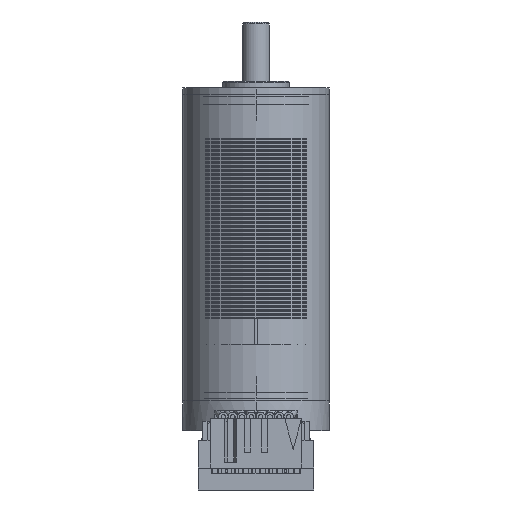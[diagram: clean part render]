
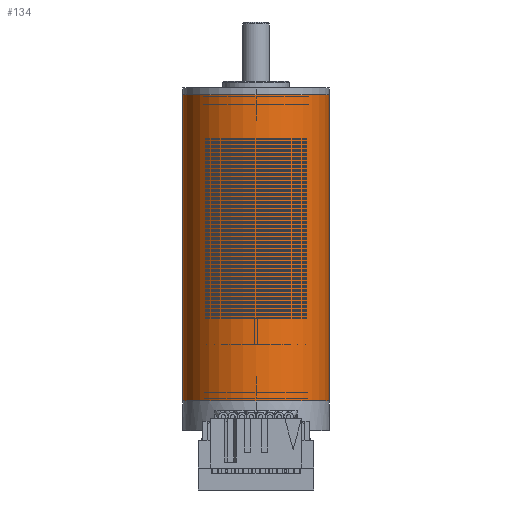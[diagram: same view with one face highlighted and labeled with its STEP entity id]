
A CAD part, front view. The second image highlights one B-rep face of the part: STEP entity #134.
In plain terms, the highlighted cylindrical face has radius 11 mm (diameter 22 mm), a partial arc.
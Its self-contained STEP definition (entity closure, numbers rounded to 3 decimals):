
#20=CARTESIAN_POINT('',(0.,0.,0.));
#21=DIRECTION('',(0.,0.,-1.));
#22=DIRECTION('',(1.,0.,0.));
#23=AXIS2_PLACEMENT_3D('',#20,#21,#22);
#30=CARTESIAN_POINT('',(0.,0.,46.));
#31=DIRECTION('',(0.,0.,-1.));
#32=DIRECTION('',(1.,0.,0.));
#33=AXIS2_PLACEMENT_3D('',#30,#31,#32);
#35=DIRECTION('',(0.,0.,-1.));
#36=VECTOR('',#35,46.);
#37=CARTESIAN_POINT('',(11.,0.,46.));
#38=LINE('',#37,#36);
#44=DIRECTION('',(0.,0.,-1.));
#45=VECTOR('',#44,46.);
#46=CARTESIAN_POINT('',(-11.,0.,46.));
#47=LINE('',#46,#45);
#62=CARTESIAN_POINT('',(11.,0.,46.));
#63=CARTESIAN_POINT('',(11.,0.,0.));
#64=VERTEX_POINT('',#62);
#65=VERTEX_POINT('',#63);
#70=CARTESIAN_POINT('',(-11.,0.,46.));
#71=CARTESIAN_POINT('',(-11.,0.,0.));
#72=VERTEX_POINT('',#70);
#73=VERTEX_POINT('',#71);
#120=CARTESIAN_POINT('',(0.,0.,48.3));
#121=DIRECTION('',(0.,0.,-1.));
#122=DIRECTION('',(1.,0.,0.));
#123=AXIS2_PLACEMENT_3D('',#120,#121,#122);
#124=CYLINDRICAL_SURFACE('',#123,11.);
#126=ORIENTED_EDGE('',*,*,#125,.T.);
#127=ORIENTED_EDGE('',*,*,#109,.T.);
#129=ORIENTED_EDGE('',*,*,#128,.F.);
#131=ORIENTED_EDGE('',*,*,#130,.F.);
#132=EDGE_LOOP('',(#126,#127,#129,#131));
#133=FACE_OUTER_BOUND('',#132,.F.);
#134=ADVANCED_FACE('',(#133),#124,.T.);
#24=CIRCLE('',#23,11.);
#34=CIRCLE('',#33,11.);
#109=EDGE_CURVE('',#65,#73,#24,.T.);
#125=EDGE_CURVE('',#64,#65,#38,.T.);
#128=EDGE_CURVE('',#72,#73,#47,.T.);
#130=EDGE_CURVE('',#64,#72,#34,.T.);
